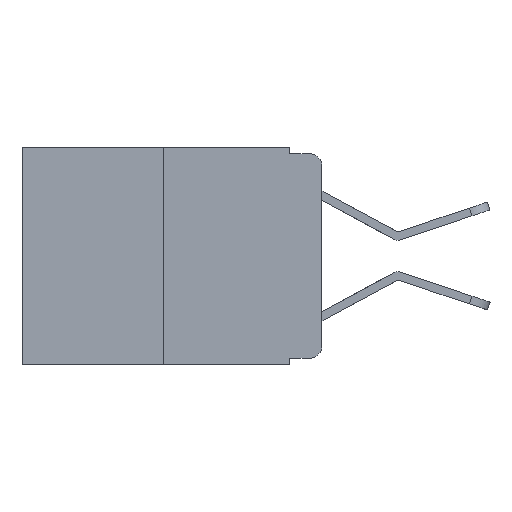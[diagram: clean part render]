
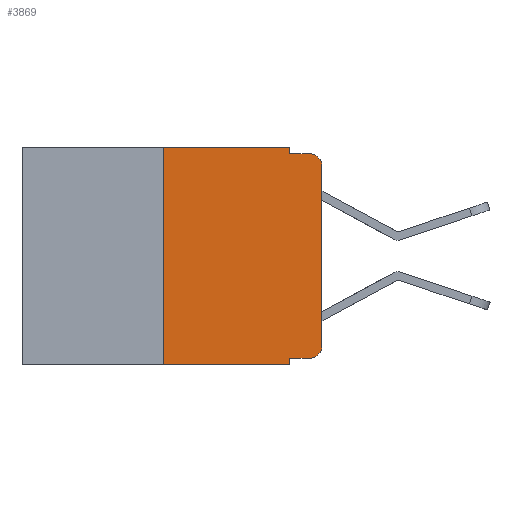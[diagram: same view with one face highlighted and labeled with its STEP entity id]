
A CAD part, left-side view. The second image highlights one B-rep face of the part: STEP entity #3869.
In plain terms, the highlighted planar face has unit normal (-1, 0, 0).
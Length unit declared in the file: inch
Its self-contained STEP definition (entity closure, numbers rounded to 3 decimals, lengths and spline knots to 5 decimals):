
#1 = CARTESIAN_POINT ( 'NONE',  ( 0., 0.051, -0.01 ) ) ;
#115 = AXIS2_PLACEMENT_3D ( 'NONE', #6691, #1604, #2829 ) ;
#141 = CARTESIAN_POINT ( 'NONE',  ( 0., 0.473, 0. ) ) ;
#633 = ORIENTED_EDGE ( 'NONE', *, *, #5345, .T. ) ;
#638 = EDGE_CURVE ( 'NONE', #4498, #4886, #12053, .T. ) ;
#716 = CARTESIAN_POINT ( 'NONE',  ( 0., 0.02, -0.01 ) ) ;
#874 = FACE_OUTER_BOUND ( 'NONE', #6398, .T. ) ;
#1015 = AXIS2_PLACEMENT_3D ( 'NONE', #5574, #4557, #2112 ) ;
#1423 = VECTOR ( 'NONE', #4226, 39.37008 ) ;
#1583 = EDGE_CURVE ( 'NONE', #12735, #4965, #4109, .T. ) ;
#1604 = DIRECTION ( 'NONE',  ( -1., 0., 0. ) ) ;
#2103 = LINE ( 'NONE', #12319, #4571 ) ;
#2112 = DIRECTION ( 'NONE',  ( 0., 0., -1. ) ) ;
#2284 = VECTOR ( 'NONE', #3360, 39.37008 ) ;
#2476 = DIRECTION ( 'NONE',  ( 0., 0., 1. ) ) ;
#2739 = DIRECTION ( 'NONE',  ( 0., -1., 0. ) ) ;
#2799 = ORIENTED_EDGE ( 'NONE', *, *, #8335, .F. ) ;
#2829 = DIRECTION ( 'NONE',  ( 0., 0., -1. ) ) ;
#3030 = EDGE_CURVE ( 'NONE', #12735, #12886, #7080, .T. ) ;
#3360 = DIRECTION ( 'NONE',  ( 0., -1., 0. ) ) ;
#3453 = CARTESIAN_POINT ( 'NONE',  ( 0., 0., 0. ) ) ;
#3603 = VECTOR ( 'NONE', #2739, 39.37008 ) ;
#3771 = DIRECTION ( 'NONE',  ( 0., 0., -1. ) ) ;
#3823 = PLANE ( 'NONE',  #4844 ) ;
#3865 = ORIENTED_EDGE ( 'NONE', *, *, #3030, .T. ) ;
#3869 = ADVANCED_FACE ( 'NONE', ( #874 ), #3823, .F. ) ;
#3952 = CARTESIAN_POINT ( 'NONE',  ( 0., 0.25, 0. ) ) ;
#4109 = LINE ( 'NONE', #8658, #10863 ) ;
#4226 = DIRECTION ( 'NONE',  ( 0., -1., 0. ) ) ;
#4330 = VECTOR ( 'NONE', #4985, 39.37008 ) ;
#4466 = CARTESIAN_POINT ( 'NONE',  ( 0., 0.473, 0. ) ) ;
#4498 = VERTEX_POINT ( 'NONE', #7193 ) ;
#4557 = DIRECTION ( 'NONE',  ( -1., 0., 0. ) ) ;
#4571 = VECTOR ( 'NONE', #5136, 39.37008 ) ;
#4844 = AXIS2_PLACEMENT_3D ( 'NONE', #141, #8821, #3771 ) ;
#4886 = VERTEX_POINT ( 'NONE', #3952 ) ;
#4965 = VERTEX_POINT ( 'NONE', #6633 ) ;
#4985 = DIRECTION ( 'NONE',  ( 0., -1., 0. ) ) ;
#5092 = CIRCLE ( 'NONE', #115, 0.02 ) ;
#5130 = EDGE_CURVE ( 'NONE', #12886, #11570, #6540, .T. ) ;
#5136 = DIRECTION ( 'NONE',  ( 0., 0., -1. ) ) ;
#5345 = EDGE_CURVE ( 'NONE', #11570, #11160, #14108, .T. ) ;
#5385 = CARTESIAN_POINT ( 'NONE',  ( 0., 0.051, -0.333 ) ) ;
#5527 = LINE ( 'NONE', #4466, #2284 ) ;
#5574 = CARTESIAN_POINT ( 'NONE',  ( 0., 0.02, -0.313 ) ) ;
#5596 = VERTEX_POINT ( 'NONE', #716 ) ;
#6398 = EDGE_LOOP ( 'NONE', ( #633, #8014, #8339, #13468, #2799, #9965, #7049, #7872, #3865, #8889 ) ) ;
#6540 = CIRCLE ( 'NONE', #1015, 0.02 ) ;
#6633 = CARTESIAN_POINT ( 'NONE',  ( 0., 0.051, -0.343 ) ) ;
#6691 = CARTESIAN_POINT ( 'NONE',  ( 0., 0.02, -0.03 ) ) ;
#7049 = ORIENTED_EDGE ( 'NONE', *, *, #9179, .T. ) ;
#7080 = LINE ( 'NONE', #5385, #1423 ) ;
#7193 = CARTESIAN_POINT ( 'NONE',  ( 0., 0.25, -0.343 ) ) ;
#7754 = CARTESIAN_POINT ( 'NONE',  ( 0., 0.051, -0.01 ) ) ;
#7817 = EDGE_CURVE ( 'NONE', #11237, #15103, #2103, .T. ) ;
#7872 = ORIENTED_EDGE ( 'NONE', *, *, #1583, .F. ) ;
#8014 = ORIENTED_EDGE ( 'NONE', *, *, #12370, .T. ) ;
#8335 = EDGE_CURVE ( 'NONE', #4886, #11237, #5527, .T. ) ;
#8339 = ORIENTED_EDGE ( 'NONE', *, *, #12730, .F. ) ;
#8627 = LINE ( 'NONE', #14995, #3603 ) ;
#8658 = CARTESIAN_POINT ( 'NONE',  ( 0., 0.051, 0. ) ) ;
#8715 = DIRECTION ( 'NONE',  ( 0., 0., -1. ) ) ;
#8749 = VECTOR ( 'NONE', #2476, 39.37008 ) ;
#8821 = DIRECTION ( 'NONE',  ( 1., 0., 0. ) ) ;
#8889 = ORIENTED_EDGE ( 'NONE', *, *, #5130, .T. ) ;
#9179 = EDGE_CURVE ( 'NONE', #4498, #4965, #8627, .T. ) ;
#9965 = ORIENTED_EDGE ( 'NONE', *, *, #638, .F. ) ;
#10058 = CARTESIAN_POINT ( 'NONE',  ( 0., 0.02, -0.333 ) ) ;
#10863 = VECTOR ( 'NONE', #8715, 39.37008 ) ;
#11160 = VERTEX_POINT ( 'NONE', #14915 ) ;
#11237 = VERTEX_POINT ( 'NONE', #11822 ) ;
#11570 = VERTEX_POINT ( 'NONE', #11830 ) ;
#11782 = DIRECTION ( 'NONE',  ( 0., 0., 1. ) ) ;
#11822 = CARTESIAN_POINT ( 'NONE',  ( 0., 0.051, 0. ) ) ;
#11830 = CARTESIAN_POINT ( 'NONE',  ( 0., 0., -0.313 ) ) ;
#12053 = LINE ( 'NONE', #14256, #13599 ) ;
#12319 = CARTESIAN_POINT ( 'NONE',  ( 0., 0.051, 0. ) ) ;
#12370 = EDGE_CURVE ( 'NONE', #11160, #5596, #5092, .T. ) ;
#12730 = EDGE_CURVE ( 'NONE', #15103, #5596, #13409, .T. ) ;
#12735 = VERTEX_POINT ( 'NONE', #13340 ) ;
#12886 = VERTEX_POINT ( 'NONE', #10058 ) ;
#13340 = CARTESIAN_POINT ( 'NONE',  ( 0., 0.051, -0.333 ) ) ;
#13409 = LINE ( 'NONE', #1, #4330 ) ;
#13468 = ORIENTED_EDGE ( 'NONE', *, *, #7817, .F. ) ;
#13599 = VECTOR ( 'NONE', #11782, 39.37008 ) ;
#14108 = LINE ( 'NONE', #3453, #8749 ) ;
#14256 = CARTESIAN_POINT ( 'NONE',  ( 0., 0.25, 0. ) ) ;
#14915 = CARTESIAN_POINT ( 'NONE',  ( 0., 0., -0.03 ) ) ;
#14995 = CARTESIAN_POINT ( 'NONE',  ( 0., 0.473, -0.343 ) ) ;
#15103 = VERTEX_POINT ( 'NONE', #7754 ) ;
